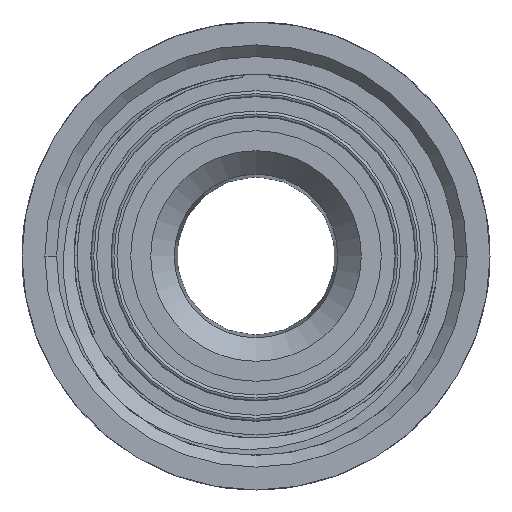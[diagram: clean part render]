
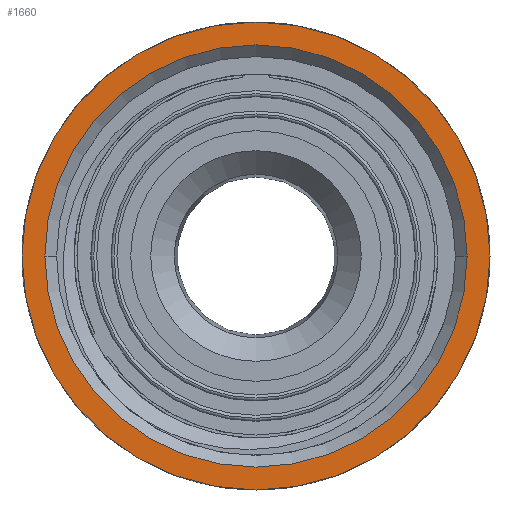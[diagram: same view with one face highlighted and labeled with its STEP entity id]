
A CAD part, front view. The second image highlights one B-rep face of the part: STEP entity #1660.
In plain terms, the highlighted planar face has unit normal (0, -1, 0).
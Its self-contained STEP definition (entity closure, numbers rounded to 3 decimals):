
#1660=ADVANCED_FACE('',(#1968,#1969),#1859,.F.);
#1859=PLANE('',#4719);
#1968=FACE_BOUND('',#2110,.T.);
#1969=FACE_BOUND('',#2111,.T.);
#2110=EDGE_LOOP('',(#2598,#2599));
#2111=EDGE_LOOP('',(#2600,#2601));
#2598=ORIENTED_EDGE('',*,*,#3934,.T.);
#2599=ORIENTED_EDGE('',*,*,#4045,.T.);
#2600=ORIENTED_EDGE('',*,*,#4046,.F.);
#2601=ORIENTED_EDGE('',*,*,#3949,.F.);
#3526=VERTEX_POINT('',#6137);
#3527=VERTEX_POINT('',#6139);
#3539=VERTEX_POINT('',#6184);
#3540=VERTEX_POINT('',#6186);
#3934=EDGE_CURVE('',#3527,#3526,#4479,.T.);
#3949=EDGE_CURVE('',#3539,#3540,#4487,.T.);
#4045=EDGE_CURVE('',#3526,#3527,#4517,.T.);
#4046=EDGE_CURVE('',#3540,#3539,#4518,.T.);
#4479=CIRCLE('',#4660,18.046);
#4487=CIRCLE('',#4672,20.);
#4517=CIRCLE('',#4717,18.046);
#4518=CIRCLE('',#4718,20.);
#4660=AXIS2_PLACEMENT_3D('',#6138,#5095,#5096);
#4672=AXIS2_PLACEMENT_3D('',#6185,#5125,#5126);
#4717=AXIS2_PLACEMENT_3D('',#7716,#5252,#5253);
#4718=AXIS2_PLACEMENT_3D('',#7717,#5254,#5255);
#4719=AXIS2_PLACEMENT_3D('',#7718,#5256,#5257);
#5095=DIRECTION('',(0.,1.,0.));
#5096=DIRECTION('',(1.,0.,0.));
#5125=DIRECTION('',(0.,1.,0.));
#5126=DIRECTION('',(1.,0.,0.));
#5252=DIRECTION('',(0.,1.,0.));
#5253=DIRECTION('',(1.,0.,0.));
#5254=DIRECTION('',(0.,1.,0.));
#5255=DIRECTION('',(1.,0.,0.));
#5256=DIRECTION('',(0.,1.,0.));
#5257=DIRECTION('',(-1.,0.,0.));
#6137=CARTESIAN_POINT('',(-2210.954,1817.47,0.));
#6138=CARTESIAN_POINT('',(-2228.999,1817.47,0.));
#6139=CARTESIAN_POINT('',(-2247.045,1817.47,0.));
#6184=CARTESIAN_POINT('',(-2208.999,1817.47,0.));
#6185=CARTESIAN_POINT('',(-2228.999,1817.47,0.));
#6186=CARTESIAN_POINT('',(-2248.999,1817.47,0.));
#7716=CARTESIAN_POINT('',(-2228.999,1817.47,0.));
#7717=CARTESIAN_POINT('',(-2228.999,1817.47,0.));
#7718=CARTESIAN_POINT('',(-2228.999,1817.47,0.));
